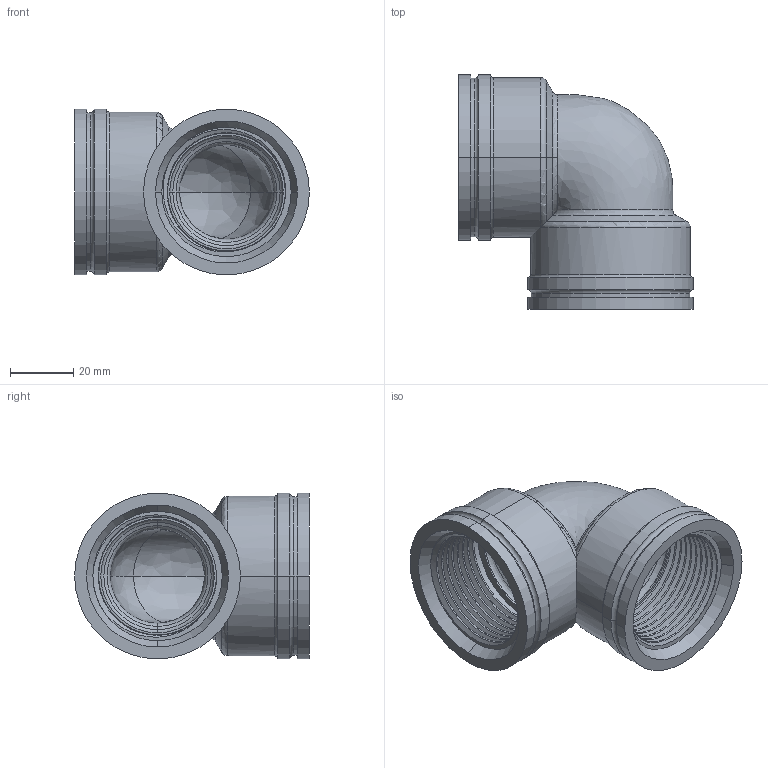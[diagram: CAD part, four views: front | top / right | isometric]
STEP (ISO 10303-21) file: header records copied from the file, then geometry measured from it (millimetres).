
FILE_DESCRIPTION (( 'STEP AP203' ), '1' );
FILE_NAME ('001250_0909.STEP', '2017-05-17T13:08:23', ( '' ), ( '' ), 'SwSTEP 2.0', 'SolidWorks 2011', '' );
FILE_SCHEMA (( 'CONFIG_CONTROL_DESIGN' ));
Length unit declared in the file: millimetre
Products named in the file (1): 001250_0909
Bounding box: 74.21 x 74.21 x 52.42 mm (x, y, z)
Volume: 66230 mm3; surface area: 31486.4 mm2
Topology: 1 solids, 1 shells, 125 faces, 309 edges, 188 vertices
Faces by surface type: cylinder 61, torus 29, cone 13, bspline 11, plane 11
Entity records: 9212 total; most frequent: CARTESIAN_POINT 6463, ORIENTED_EDGE 614, DIRECTION 525, EDGE_CURVE 307, AXIS2_PLACEMENT_3D 224, VERTEX_POINT 188, EDGE_LOOP 131, FACE_OUTER_BOUND 125
